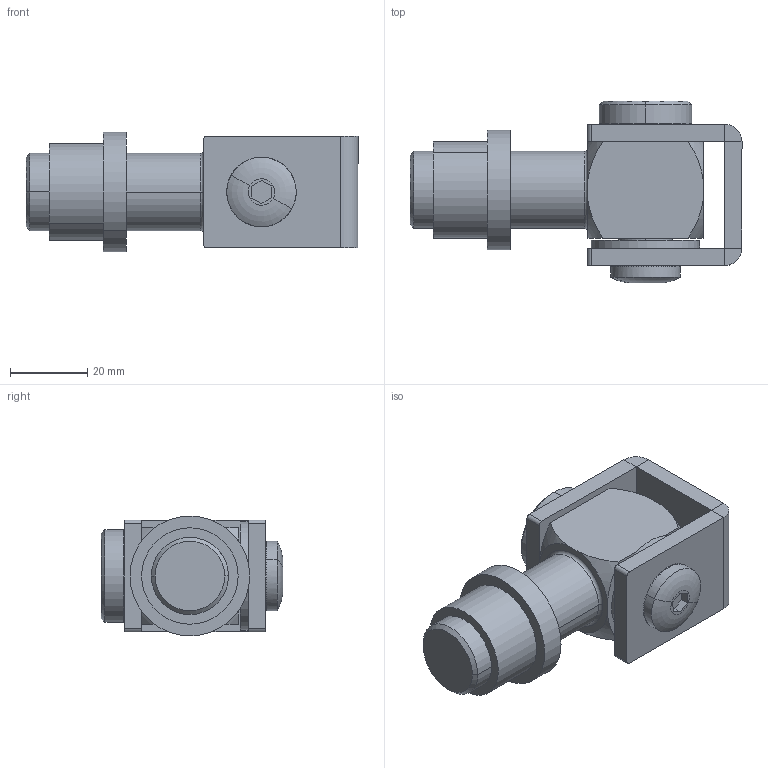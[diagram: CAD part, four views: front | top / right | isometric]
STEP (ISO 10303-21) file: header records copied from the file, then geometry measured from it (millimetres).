
FILE_DESCRIPTION (( 'STEP AP203' ), '1' );
FILE_NAME ('D8_19-M20.STEP', '2023-01-26T14:00:04', ( '' ), ( '' ), 'SwSTEP 2.0', 'SolidWorks 2019', '' );
FILE_SCHEMA (( 'CONFIG_CONTROL_DESIGN' ));
Length unit declared in the file: millimetre
Products named in the file (7): D8_19-M20.P3; D8_19-M20.P2; D8_19-M20; D8_19-M20.P5; D8_19-M20.P6; D8_19-M20.P1; D8_19-M20.P4
Assembly tree (6 placements, depth 2):
  D8_19-M20
    D8_19-M20.P1
    D8_19-M20.P2
    D8_19-M20.P3
    D8_19-M20.P4
    D8_19-M20.P5
    D8_19-M20.P6
Bounding box: 86 x 47.1 x 31 mm (x, y, z)
Volume: 56708.5 mm3; surface area: 24116.5 mm2
Topology: 6 solids, 6 shells, 488 faces, 1376 edges, 903 vertices
Faces by surface type: plane 394, cylinder 57, cone 21, sphere 8, torus 4, bspline 4
Entity records: 18491 total; most frequent: CARTESIAN_POINT 5620, ORIENTED_EDGE 2748, DIRECTION 2341, EDGE_CURVE 1374, VECTOR 931, LINE 931, VERTEX_POINT 903, AXIS2_PLACEMENT_3D 705
